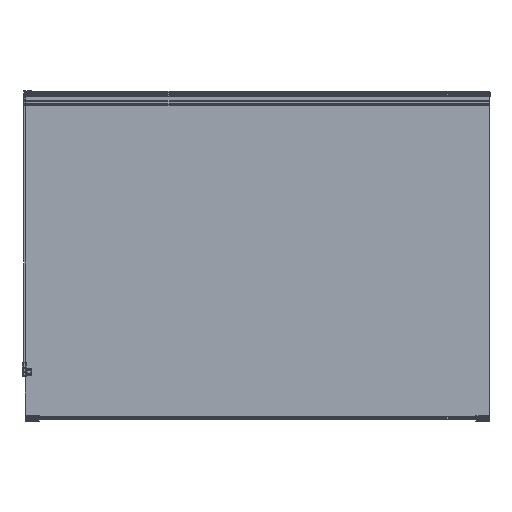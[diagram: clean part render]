
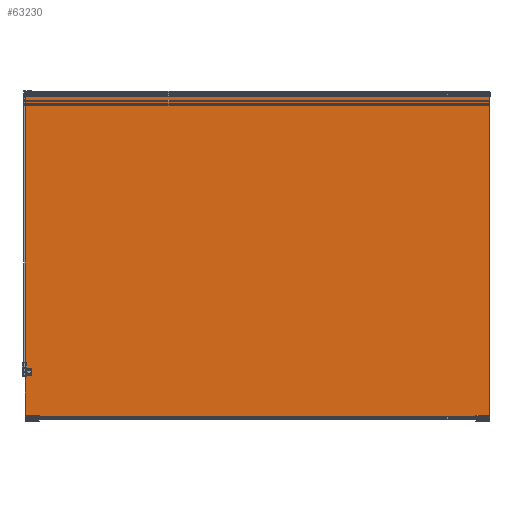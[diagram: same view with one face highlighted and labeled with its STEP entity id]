
A CAD part, left-side view. The second image highlights one B-rep face of the part: STEP entity #63230.
In plain terms, the highlighted face is planar.
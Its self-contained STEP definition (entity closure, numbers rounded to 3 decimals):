
#2839 = EDGE_CURVE ( 'NONE', #105384, #105376, #111506, .T. ) ;
#2847 = EDGE_CURVE ( 'NONE', #105378, #105384, #111826, .T. ) ;
#2874 = EDGE_CURVE ( 'NONE', #105398, #105378, #111840, .T. ) ;
#2925 = EDGE_CURVE ( 'NONE', #105376, #105398, #112132, .T. ) ;
#19429 = AXIS2_PLACEMENT_3D ( 'NONE', #30794, #30815, #30775 ) ;
#30549 = PLANE ( 'NONE',  #19429 ) ;
#30775 = DIRECTION ( 'NONE',  ( -1., 0., 0. ) ) ;
#30794 = CARTESIAN_POINT ( 'NONE',  ( 0., 1997., 0. ) ) ;
#30815 = DIRECTION ( 'NONE',  ( 0., 0., -1. ) ) ;
#57385 = CARTESIAN_POINT ( 'NONE',  ( 1394., 1., 0. ) ) ;
#57397 = CARTESIAN_POINT ( 'NONE',  ( 1., 1996., 0. ) ) ;
#57423 = CARTESIAN_POINT ( 'NONE',  ( 1394., 1996., 0. ) ) ;
#57550 = CARTESIAN_POINT ( 'NONE',  ( 1., 1., 0. ) ) ;
#63230 = ADVANCED_FACE ( 'NONE', ( #114784 ), #30549, .T. ) ;
#67864 = ORIENTED_EDGE ( 'NONE', *, *, #2839, .T. ) ;
#67878 = ORIENTED_EDGE ( 'NONE', *, *, #2925, .T. ) ;
#67935 = ORIENTED_EDGE ( 'NONE', *, *, #2874, .T. ) ;
#67943 = ORIENTED_EDGE ( 'NONE', *, *, #2847, .T. ) ;
#74997 = EDGE_LOOP ( 'NONE', ( #67864, #67878, #67935, #67943 ) ) ;
#105376 = VERTEX_POINT ( 'NONE', #57385 ) ;
#105378 = VERTEX_POINT ( 'NONE', #57397 ) ;
#105384 = VERTEX_POINT ( 'NONE', #57423 ) ;
#105398 = VERTEX_POINT ( 'NONE', #57550 ) ;
#111506 = LINE ( 'NONE', #116803, #111669 ) ;
#111669 = VECTOR ( 'NONE', #116868, 1000. ) ;
#111826 = LINE ( 'NONE', #116865, #111848 ) ;
#111840 = LINE ( 'NONE', #116974, #111871 ) ;
#111848 = VECTOR ( 'NONE', #116828, 1000. ) ;
#111871 = VECTOR ( 'NONE', #116966, 1000. ) ;
#112132 = LINE ( 'NONE', #117110, #112165 ) ;
#112165 = VECTOR ( 'NONE', #117131, 1000. ) ;
#114784 = FACE_OUTER_BOUND ( 'NONE', #74997, .T. ) ;
#116803 = CARTESIAN_POINT ( 'NONE',  ( 1394., 0., 0. ) ) ;
#116828 = DIRECTION ( 'NONE',  ( 1., 0., 0. ) ) ;
#116865 = CARTESIAN_POINT ( 'NONE',  ( 1395., 1996., 0. ) ) ;
#116868 = DIRECTION ( 'NONE',  ( 0., -1., 0. ) ) ;
#116966 = DIRECTION ( 'NONE',  ( 0., 1., 0. ) ) ;
#116974 = CARTESIAN_POINT ( 'NONE',  ( 1., 1997., 0. ) ) ;
#117110 = CARTESIAN_POINT ( 'NONE',  ( 0., 1., 0. ) ) ;
#117131 = DIRECTION ( 'NONE',  ( -1., 0., 0. ) ) ;
